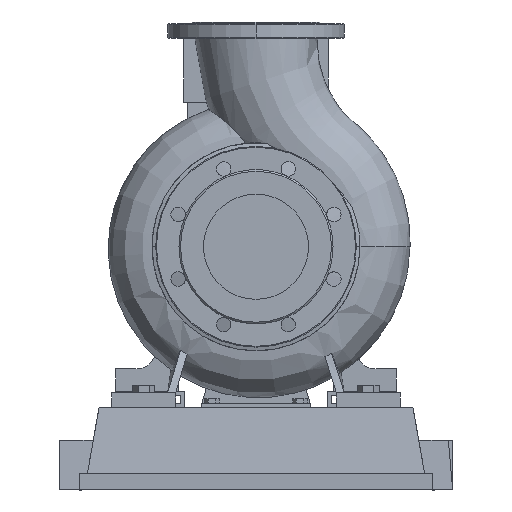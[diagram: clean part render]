
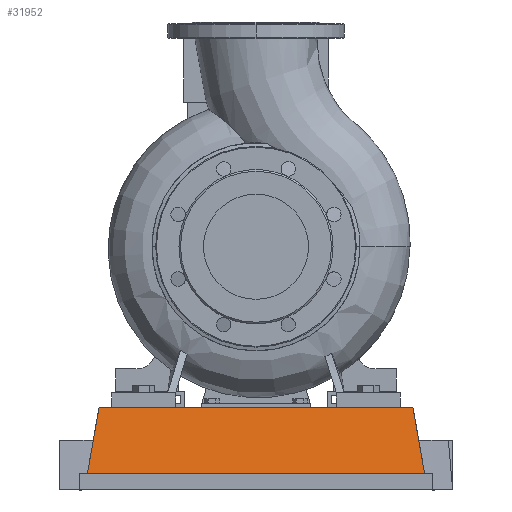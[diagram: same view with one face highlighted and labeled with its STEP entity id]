
A CAD part, left-side view. The second image highlights one B-rep face of the part: STEP entity #31952.
In plain terms, the highlighted planar face has unit normal (-0.985, 0, 0.174).
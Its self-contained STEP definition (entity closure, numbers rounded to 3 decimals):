
#29837=CARTESIAN_POINT('',(-95.,-210.,20.6));
#29838=VERTEX_POINT('',#29837);
#29845=CARTESIAN_POINT('',(-95.,210.0,20.6));
#29846=VERTEX_POINT('',#29845);
#29847=CARTESIAN_POINT('',(-95.,-210.,20.6));
#29848=DIRECTION('',(0.0,1.0,0.0));
#29849=VECTOR('',#29848,420.0);
#29850=LINE('',#29847,#29849);
#29851=EDGE_CURVE('',#29838,#29846,#29850,.T.);
#31686=CARTESIAN_POINT('',(-80.471,-195.471,103.0));
#31687=VERTEX_POINT('',#31686);
#31694=CARTESIAN_POINT('',(-95.,-210.,20.6));
#31695=DIRECTION('',(0.171,0.171,0.97));
#31696=VECTOR('',#31695,84.923);
#31697=LINE('',#31694,#31696);
#31698=EDGE_CURVE('',#29838,#31687,#31697,.T.);
#31929=CARTESIAN_POINT('',(-95.,-210.,20.6));
#31930=DIRECTION('',(-0.985,0.,0.174));
#31931=DIRECTION('',(0.0,-1.0,0.0));
#31932=AXIS2_PLACEMENT_3D('',#31929,#31930,#31931);
#31933=PLANE('',#31932);
#31934=CARTESIAN_POINT('',(-80.471,195.471,103.0));
#31935=VERTEX_POINT('',#31934);
#31936=CARTESIAN_POINT('',(-80.471,-195.471,103.0));
#31937=DIRECTION('',(0.0,1.0,0.0));
#31938=VECTOR('',#31937,390.941);
#31939=LINE('',#31936,#31938);
#31940=EDGE_CURVE('',#31687,#31935,#31939,.T.);
#31941=ORIENTED_EDGE('',*,*,#31940,.T.);
#31942=CARTESIAN_POINT('',(-95.,210.0,20.6));
#31943=DIRECTION('',(0.171,-0.171,0.97));
#31944=VECTOR('',#31943,84.923);
#31945=LINE('',#31942,#31944);
#31946=EDGE_CURVE('',#29846,#31935,#31945,.T.);
#31947=ORIENTED_EDGE('',*,*,#31946,.F.);
#31948=ORIENTED_EDGE('',*,*,#29851,.F.);
#31949=ORIENTED_EDGE('',*,*,#31698,.T.);
#31950=EDGE_LOOP('',(#31941,#31947,#31948,#31949));
#31951=FACE_OUTER_BOUND('',#31950,.T.);
#31952=ADVANCED_FACE('',(#31951),#31933,.T.);
